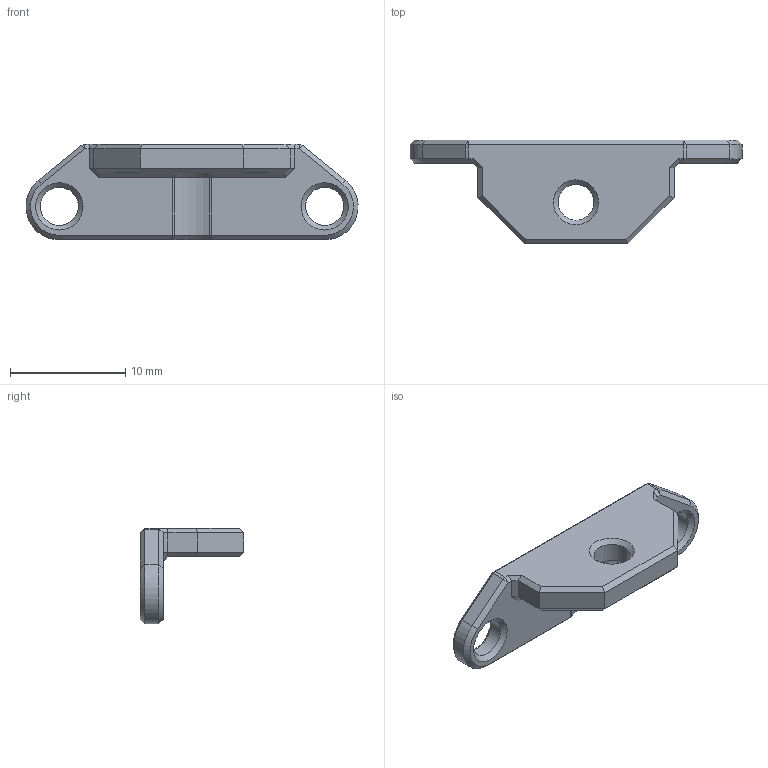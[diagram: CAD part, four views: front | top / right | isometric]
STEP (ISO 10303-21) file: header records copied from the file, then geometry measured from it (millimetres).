
FILE_DESCRIPTION(/* description */ ('STEP AP242','CAx-IF Rec.Pracs.---Representation and Presentation of Product Manufacturing Information (PMI)---4.0---2014-10-13','CAx-IF Rec.Pracs.---3D Tessellated Geometry---0.4---2014-09-14','2;1'),/* implementation_level */ '2;1');
FILE_NAME(/* name */ '620f46d31152c6618bed380c',/* time_stamp */ '2022-02-18T07:12:20+00:00',/* author */ (''),/* organization */ (''),/* preprocessor_version */ 'ST-DEVELOPER v18.101',/* originating_system */ ' ',/* authorisation */ ' ');
FILE_SCHEMA (('AP242_MANAGED_MODEL_BASED_3D_ENGINEERING_MIM_LF { 1 0 10303 442 1 1 4 }'));
Length unit declared in the file: metre
Products named in the file (1): Z Joint
Bounding box: 28.79 x 9 x 8.3 mm (x, y, z)
Volume: 613.4 mm3; surface area: 751.3 mm2
Topology: 1 solids, 1 shells, 71 faces, 155 edges, 86 vertices
Faces by surface type: plane 53, cone 12, cylinder 6
Full cylindrical faces by diameter (mm): 3.1 x1, 3.3 x2
Entity records: 1846 total; most frequent: DIRECTION 314, CARTESIAN_POINT 304, ORIENTED_EDGE 292, EDGE_CURVE 146, LINE 122, VECTOR 122, AXIS2_PLACEMENT_3D 96, VERTEX_POINT 86
